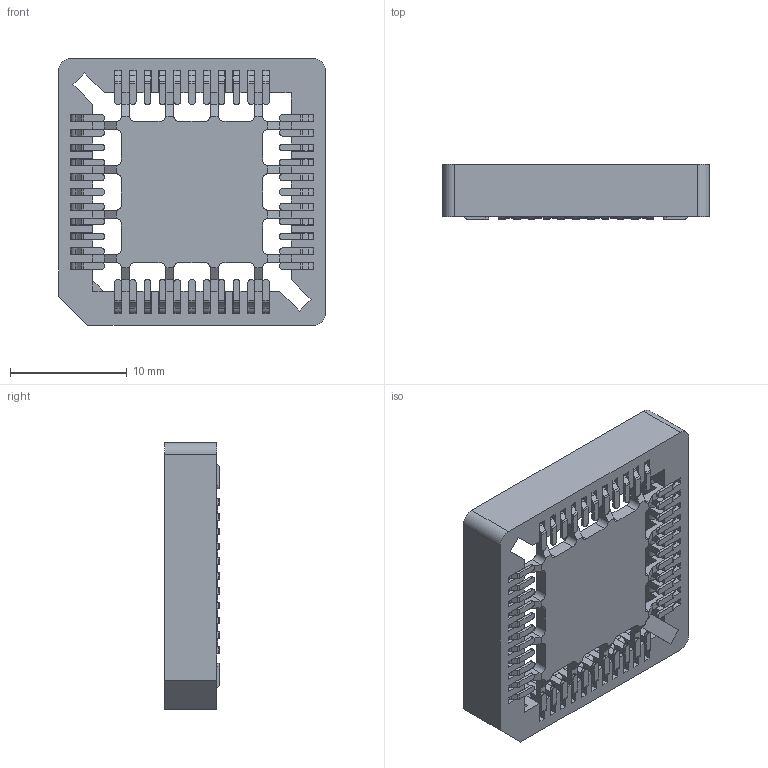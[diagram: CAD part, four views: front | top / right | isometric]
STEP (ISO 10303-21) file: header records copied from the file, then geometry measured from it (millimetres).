
FILE_DESCRIPTION (( 'STEP AP214' ), '1' );
FILE_NAME ('69802-144LF.STEP', '2022-06-02T03:39:02', ( '' ), ( '' ), 'SwSTEP 2.0', 'SolidWorks 2017', '' );
FILE_SCHEMA (( 'AUTOMOTIVE_DESIGN' ));
Length unit declared in the file: millimetre
Products named in the file (1): 69802-144LF
Bounding box: 22.86 x 4.7 x 22.86 mm (x, y, z)
Volume: 1026.3 mm3; surface area: 3107.8 mm2
Topology: 47 solids, 47 shells, 1626 faces, 4680 edges, 3120 vertices
Faces by surface type: plane 1067, cylinder 559
Entity records: 53774 total; most frequent: CARTESIAN_POINT 9523, ORIENTED_EDGE 9360, DIRECTION 9020, EDGE_CURVE 4680, VECTOR 3530, LINE 3530, VERTEX_POINT 3120, AXIS2_PLACEMENT_3D 2745
